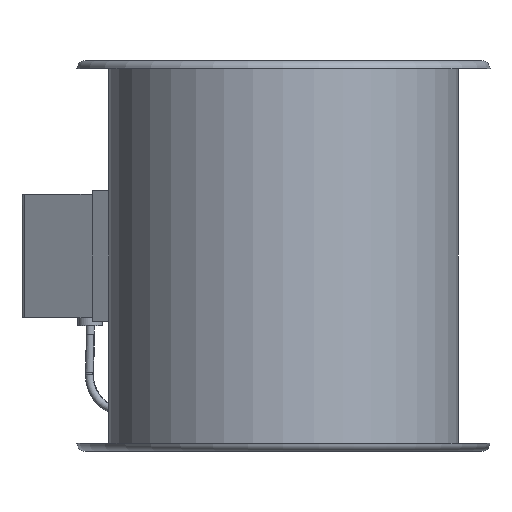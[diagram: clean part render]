
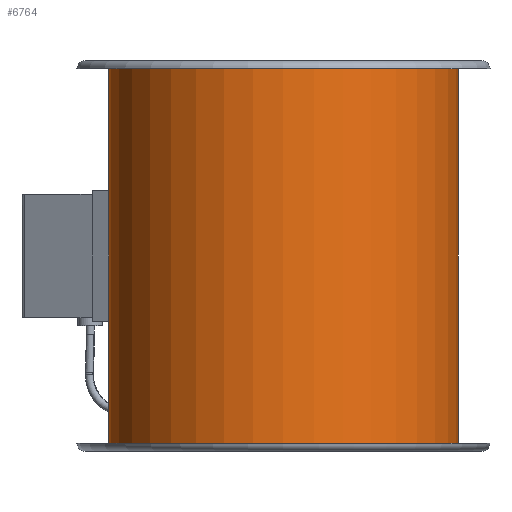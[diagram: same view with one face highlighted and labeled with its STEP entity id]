
A CAD part, front view. The second image highlights one B-rep face of the part: STEP entity #6764.
In plain terms, the highlighted cylindrical face has radius 107.5 mm (diameter 215 mm), a partial arc.
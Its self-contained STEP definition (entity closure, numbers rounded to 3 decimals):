
#2915 = CARTESIAN_POINT ( 'NONE',  ( 107.5, 0., -5. ) ) ;
#3025 = DIRECTION ( 'NONE',  ( 0., 0., 1. ) ) ;
#3026 = VECTOR ( 'NONE', #3025, 1000. ) ;
#3027 = CARTESIAN_POINT ( 'NONE',  ( -107.5, 0., 42.986 ) ) ;
#3028 = LINE ( 'NONE', #3027, #3026 ) ;
#3029 = CARTESIAN_POINT ( 'NONE',  ( -107.5, 0., -235. ) ) ;
#3030 = CARTESIAN_POINT ( 'NONE',  ( 107.5, 0., -235. ) ) ;
#3068 = DIRECTION ( 'NONE',  ( 1., 0., 0. ) ) ;
#3069 = DIRECTION ( 'NONE',  ( 0., 0., 1. ) ) ;
#3070 = CARTESIAN_POINT ( 'NONE',  ( 0., 0., -235. ) ) ;
#3071 = AXIS2_PLACEMENT_3D ( 'NONE', #3070, #3069, #3068 ) ;
#3077 = CIRCLE ( 'NONE', #3071, 107.5 ) ;
#3079 = DIRECTION ( 'NONE',  ( 0., 0., 1. ) ) ;
#3080 = VECTOR ( 'NONE', #3079, 1000. ) ;
#3081 = CARTESIAN_POINT ( 'NONE',  ( 107.5, 0., 42.986 ) ) ;
#3082 = LINE ( 'NONE', #3081, #3080 ) ;
#3107 = DIRECTION ( 'NONE',  ( 1., 0., 0. ) ) ;
#3108 = DIRECTION ( 'NONE',  ( 0., 0., 1. ) ) ;
#3109 = CARTESIAN_POINT ( 'NONE',  ( 0., 0., -5. ) ) ;
#3110 = AXIS2_PLACEMENT_3D ( 'NONE', #3109, #3108, #3107 ) ;
#3111 = CIRCLE ( 'NONE', #3110, 107.5 ) ;
#3112 = CARTESIAN_POINT ( 'NONE',  ( -107.5, 0., -5. ) ) ;
#3246 = CARTESIAN_POINT ( 'NONE',  ( 0., 0., 42.986 ) ) ;
#3247 = CYLINDRICAL_SURFACE ( 'NONE', #3313, 107.5 ) ;
#3248 = FACE_OUTER_BOUND ( 'NONE', #6765, .T. ) ;
#3311 = DIRECTION ( 'NONE',  ( 1., 0., 0. ) ) ;
#3312 = DIRECTION ( 'NONE',  ( 0., 0., 1. ) ) ;
#3313 = AXIS2_PLACEMENT_3D ( 'NONE', #3246, #3312, #3311 ) ;
#6572 = VERTEX_POINT ( 'NONE', #2915 ) ;
#6632 = VERTEX_POINT ( 'NONE', #3030 ) ;
#6633 = VERTEX_POINT ( 'NONE', #3029 ) ;
#6635 = EDGE_CURVE ( 'NONE', #6633, #6651, #3028, .T. ) ;
#6639 = EDGE_CURVE ( 'NONE', #6632, #6572, #3082, .T. ) ;
#6643 = EDGE_CURVE ( 'NONE', #6633, #6632, #3077, .T. ) ;
#6651 = VERTEX_POINT ( 'NONE', #3112 ) ;
#6653 = EDGE_CURVE ( 'NONE', #6651, #6572, #3111, .T. ) ;
#6764 = ADVANCED_FACE ( 'NONE', ( #3248 ), #3247, .T. ) ;
#6765 = EDGE_LOOP ( 'NONE', ( #6766, #6767, #6768, #6769 ) ) ;
#6766 = ORIENTED_EDGE ( 'NONE', *, *, #6635, .F. ) ;
#6767 = ORIENTED_EDGE ( 'NONE', *, *, #6643, .T. ) ;
#6768 = ORIENTED_EDGE ( 'NONE', *, *, #6639, .T. ) ;
#6769 = ORIENTED_EDGE ( 'NONE', *, *, #6653, .F. ) ;
